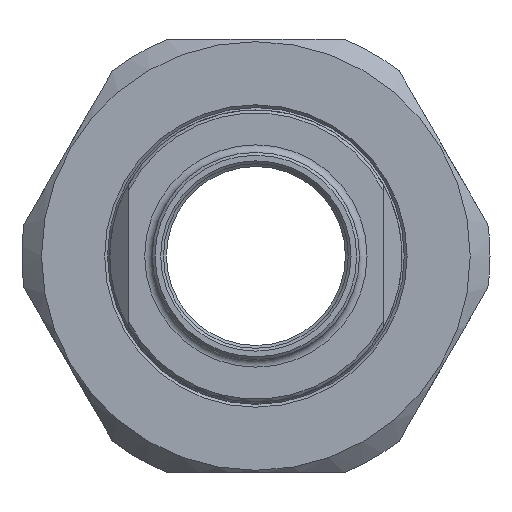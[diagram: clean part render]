
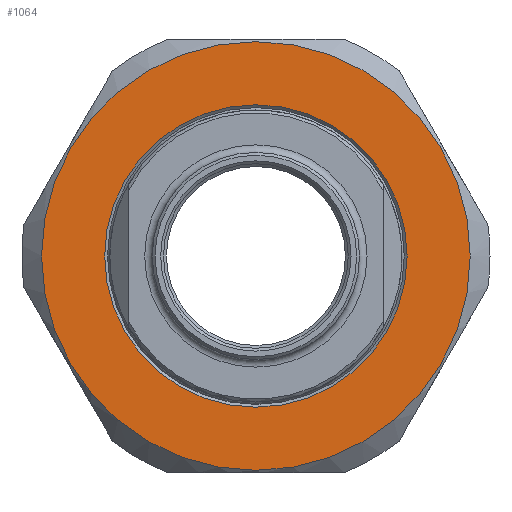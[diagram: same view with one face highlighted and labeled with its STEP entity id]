
A CAD part, left-side view. The second image highlights one B-rep face of the part: STEP entity #1064.
In plain terms, the highlighted planar face has unit normal (-1, 0, 0).
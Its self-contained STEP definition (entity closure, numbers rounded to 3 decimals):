
#40=FACE_BOUND('',#205,.T.);
#100=PLANE('',#1227);
#138=FACE_OUTER_BOUND('',#204,.T.);
#204=EDGE_LOOP('',(#812));
#205=EDGE_LOOP('',(#813));
#382=CIRCLE('',#1207,22.75);
#392=CIRCLE('',#1226,16.05);
#476=VERTEX_POINT('',#1807);
#485=VERTEX_POINT('',#1842);
#594=EDGE_CURVE('',#476,#476,#382,.T.);
#608=EDGE_CURVE('',#485,#485,#392,.T.);
#812=ORIENTED_EDGE('',*,*,#594,.T.);
#813=ORIENTED_EDGE('',*,*,#608,.F.);
#1064=ADVANCED_FACE('',(#138,#40),#100,.T.);
#1207=AXIS2_PLACEMENT_3D('',#1809,#1405,#1406);
#1226=AXIS2_PLACEMENT_3D('',#1843,#1446,#1447);
#1227=AXIS2_PLACEMENT_3D('',#1845,#1449,#1450);
#1405=DIRECTION('center_axis',(-1.,0.,0.));
#1406=DIRECTION('ref_axis',(0.,1.,0.));
#1446=DIRECTION('center_axis',(-1.,0.,0.));
#1447=DIRECTION('ref_axis',(0.,0.,-1.));
#1449=DIRECTION('center_axis',(-1.,0.,0.));
#1450=DIRECTION('ref_axis',(0.,0.,1.));
#1807=CARTESIAN_POINT('',(-19.,-22.75,0.));
#1809=CARTESIAN_POINT('Origin',(-19.,0.,0.));
#1842=CARTESIAN_POINT('',(-19.,0.,16.05));
#1843=CARTESIAN_POINT('Origin',(-19.,0.,0.));
#1845=CARTESIAN_POINT('Origin',(-19.,0.,0.));
